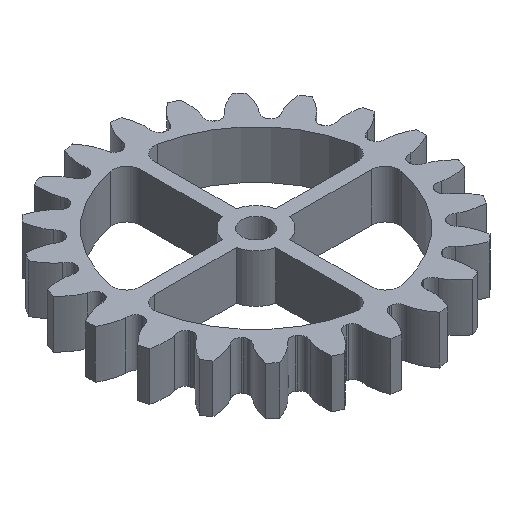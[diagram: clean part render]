
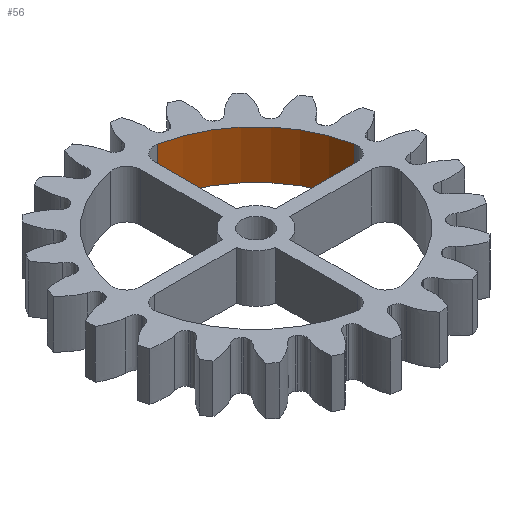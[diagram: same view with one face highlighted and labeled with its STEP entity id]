
A CAD part, isometric view. The second image highlights one B-rep face of the part: STEP entity #56.
In plain terms, the highlighted cylindrical face has radius 18 mm (diameter 36 mm), a partial arc.
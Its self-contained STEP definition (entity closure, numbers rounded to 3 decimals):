
#56=ADVANCED_FACE('',(#283),#285,.F.);
#283=FACE_BOUND('',#284,.T.);
#284=EDGE_LOOP('',(#1592,#1593,#1594,#1595));
#285=CYLINDRICAL_SURFACE('',#286,18.);
#286=AXIS2_PLACEMENT_3D('',#287,#288,#289);
#287=CARTESIAN_POINT('',(0.,0.,0.));
#288=DIRECTION('',(0.,0.,1.));
#289=DIRECTION('',(0.,-1.,0.));
#1592=ORIENTED_EDGE('',*,*,#5160,.F.);
#1593=ORIENTED_EDGE('',*,*,#4977,.F.);
#1594=ORIENTED_EDGE('',*,*,#5161,.F.);
#1595=ORIENTED_EDGE('',*,*,#5130,.F.);
#4977=EDGE_CURVE('',#5589,#5581,#5591,.T.);
#5130=EDGE_CURVE('',#5894,#5897,#5898,.F.);
#5160=EDGE_CURVE('',#5581,#5894,#5944,.T.);
#5161=EDGE_CURVE('',#5897,#5589,#5945,.F.);
#5581=VERTEX_POINT('',#9065);
#5589=VERTEX_POINT('',#9083);
#5591=CIRCLE('',#9088,18.);
#5894=VERTEX_POINT('',#12129);
#5897=VERTEX_POINT('',#12135);
#5898=CIRCLE('',#12136,18.);
#5944=LINE('',#12254,#12255);
#5945=LINE('',#12257,#12258);
#9065=CARTESIAN_POINT('',(3.375,17.681,0.));
#9083=CARTESIAN_POINT('',(17.681,3.375,0.));
#9088=AXIS2_PLACEMENT_3D('',#9089,#9090,#9091);
#9089=CARTESIAN_POINT('',(0.,0.,0.));
#9090=DIRECTION('',(0.,0.,1.));
#9091=DIRECTION('',(0.982,0.188,0.));
#12129=CARTESIAN_POINT('',(3.375,17.681,7.));
#12135=CARTESIAN_POINT('',(17.681,3.375,7.));
#12136=AXIS2_PLACEMENT_3D('',#12137,#12138,#12139);
#12137=CARTESIAN_POINT('',(0.,0.,7.));
#12138=DIRECTION('',(0.,0.,1.));
#12139=DIRECTION('',(0.982,0.188,0.));
#12254=CARTESIAN_POINT('',(3.375,17.681,0.));
#12255=VECTOR('',#12256,1.);
#12256=DIRECTION('',(0.,0.,1.));
#12257=CARTESIAN_POINT('',(17.681,3.375,0.));
#12258=VECTOR('',#12259,1.);
#12259=DIRECTION('',(0.,0.,1.));
